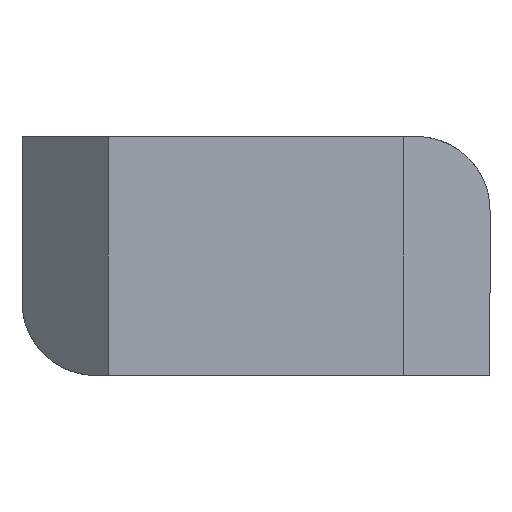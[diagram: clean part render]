
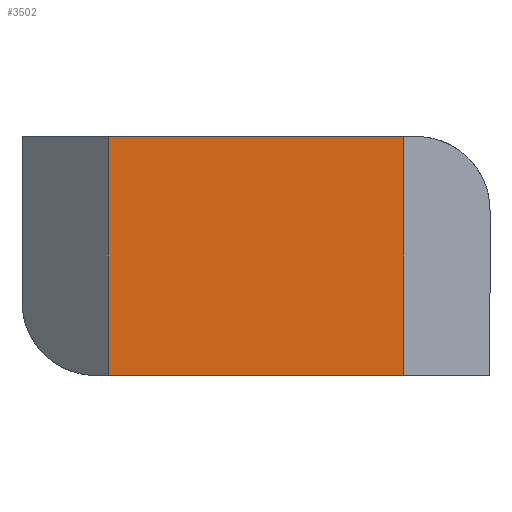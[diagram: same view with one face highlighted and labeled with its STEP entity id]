
A CAD part, front view. The second image highlights one B-rep face of the part: STEP entity #3502.
In plain terms, the highlighted planar face has unit normal (0, -1, 0).
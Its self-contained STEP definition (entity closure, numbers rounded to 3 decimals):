
#738 = PLANE ( 'NONE',  #830 ) ;
#739 = CARTESIAN_POINT ( 'NONE',  ( -6., 0., 4.85 ) ) ;
#740 = DIRECTION ( 'NONE',  ( 0., 1., 0. ) ) ;
#741 = DIRECTION ( 'NONE',  ( 0., 0., 1. ) ) ;
#830 = AXIS2_PLACEMENT_3D ( 'NONE', #739, #740, #741 ) ;
#962 = EDGE_CURVE ( 'NONE', #2324, #2105, #1600, .T. ) ;
#967 = EDGE_CURVE ( 'NONE', #2323, #2045, #1604, .T. ) ;
#969 = EDGE_CURVE ( 'NONE', #2045, #2105, #1606, .T. ) ;
#1001 = EDGE_CURVE ( 'NONE', #2323, #2324, #1636, .T. ) ;
#1600 = LINE ( 'NONE', #5275, #4876 ) ;
#1604 = LINE ( 'NONE', #5286, #4883 ) ;
#1606 = LINE ( 'NONE', #5290, #4886 ) ;
#1636 = LINE ( 'NONE', #5360, #4920 ) ;
#2007 = FACE_OUTER_BOUND ( 'NONE', #2457, .T. ) ;
#2045 = VERTEX_POINT ( 'NONE', #3765 ) ;
#2105 = VERTEX_POINT ( 'NONE', #3766 ) ;
#2258 = ORIENTED_EDGE ( 'NONE', *, *, #967, .T. ) ;
#2259 = ORIENTED_EDGE ( 'NONE', *, *, #962, .F. ) ;
#2263 = ORIENTED_EDGE ( 'NONE', *, *, #969, .T. ) ;
#2265 = ORIENTED_EDGE ( 'NONE', *, *, #1001, .F. ) ;
#2323 = VERTEX_POINT ( 'NONE', #3881 ) ;
#2324 = VERTEX_POINT ( 'NONE', #3882 ) ;
#2457 = EDGE_LOOP ( 'NONE', ( #2263, #2259, #2265, #2258 ) ) ;
#3502 = ADVANCED_FACE ( 'NONE', ( #2007 ), #738, .F. ) ;
#3765 = CARTESIAN_POINT ( 'NONE',  ( -6., 0., -4.85 ) ) ;
#3766 = CARTESIAN_POINT ( 'NONE',  ( 6., 0., -4.85 ) ) ;
#3881 = CARTESIAN_POINT ( 'NONE',  ( -6., 0., 4.85 ) ) ;
#3882 = CARTESIAN_POINT ( 'NONE',  ( 6., 0., 4.85 ) ) ;
#4876 = VECTOR ( 'NONE', #5276, 1000. ) ;
#4883 = VECTOR ( 'NONE', #5287, 1000. ) ;
#4886 = VECTOR ( 'NONE', #5291, 1000. ) ;
#4920 = VECTOR ( 'NONE', #5361, 1000. ) ;
#5275 = CARTESIAN_POINT ( 'NONE',  ( 6., 0., 4.85 ) ) ;
#5276 = DIRECTION ( 'NONE',  ( 0., 0., -1. ) ) ;
#5286 = CARTESIAN_POINT ( 'NONE',  ( -6., 0., 4.85 ) ) ;
#5287 = DIRECTION ( 'NONE',  ( 0., 0., -1. ) ) ;
#5290 = CARTESIAN_POINT ( 'NONE',  ( -6., 0., -4.85 ) ) ;
#5291 = DIRECTION ( 'NONE',  ( 1., 0., 0. ) ) ;
#5360 = CARTESIAN_POINT ( 'NONE',  ( -6., 0., 4.85 ) ) ;
#5361 = DIRECTION ( 'NONE',  ( 1., 0., 0. ) ) ;
